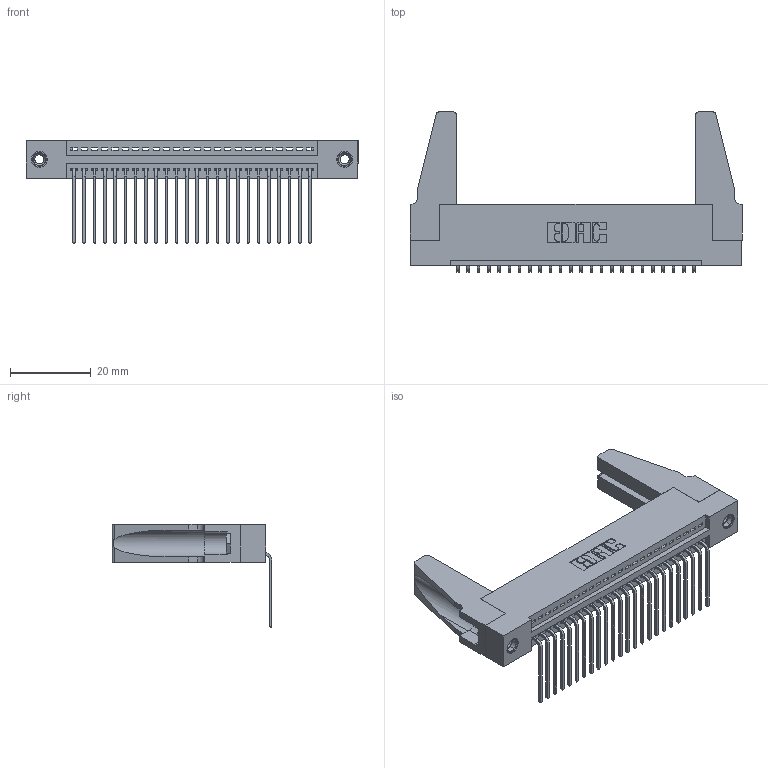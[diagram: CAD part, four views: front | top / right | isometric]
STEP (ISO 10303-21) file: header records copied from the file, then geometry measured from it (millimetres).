
FILE_DESCRIPTION (( 'STEP AP203' ), '1' );
FILE_NAME ('395-024-559-188.STEP', '2019-10-18T06:52:19', ( '' ), ( '' ), 'SwSTEP 2.0', 'SolidWorks 2016', '' );
FILE_SCHEMA (( 'CONFIG_CONTROL_DESIGN' ));
Length unit declared in the file: inch
Products named in the file (5): 345-292-001_558 559 Tail - 1; 345-220-078_345-220-088; 395-024-559-188; 345 Part_Flush Mounting Lugs - 0.156 Dia-TH; 345-250-001_345-250-001-102
Assembly tree (29 placements, depth 2):
  395-024-559-188
    345 Part_Flush Mounting Lugs - 0.156 Dia-TH
    345-292-001_558 559 Tail - 1  x24
    345-250-001_345-250-001-102  x2
    345-220-078_345-220-088  x2
Bounding box: 82.19 x 39.61 x 25.53 mm (x, y, z)
Volume: 10991.9 mm3; surface area: 13639.5 mm2
Topology: 29 solids, 29 shells, 1690 faces, 5023 edges, 3306 vertices
Faces by surface type: plane 1160, cylinder 514, cone 12, torus 4
Entity records: 22718 total; most frequent: CARTESIAN_POINT 3926, ORIENTED_EDGE 3844, DIRECTION 3462, EDGE_CURVE 1922, LINE 1652, VECTOR 1652, VERTEX_POINT 1274, AXIS2_PLACEMENT_3D 905
